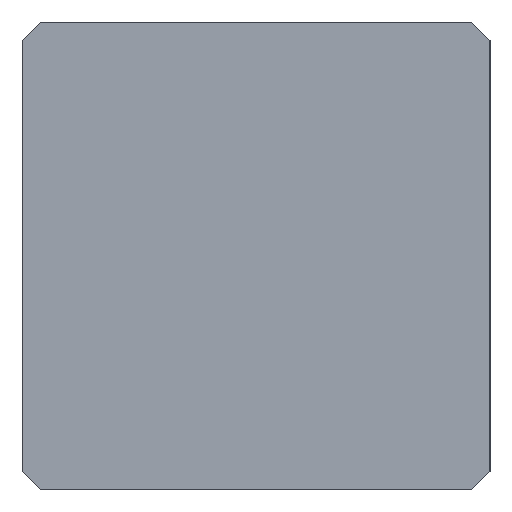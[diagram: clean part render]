
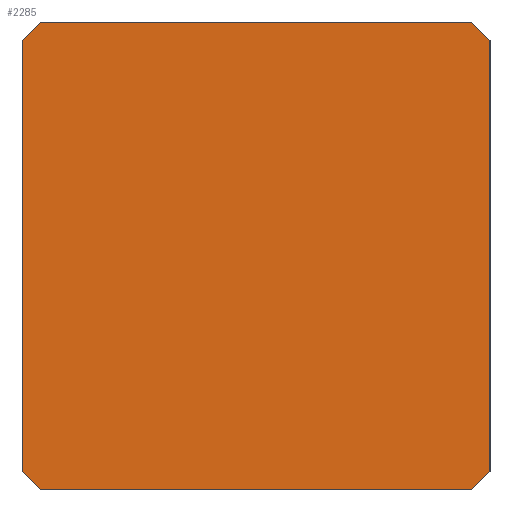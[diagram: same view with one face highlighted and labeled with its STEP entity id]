
A CAD part, left-side view. The second image highlights one B-rep face of the part: STEP entity #2285.
In plain terms, the highlighted planar face has unit normal (-1, 0, 0).
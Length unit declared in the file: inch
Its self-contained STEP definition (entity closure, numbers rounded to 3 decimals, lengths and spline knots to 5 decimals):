
#65 = ORIENTED_EDGE ( 'NONE', *, *, #1422, .F. ) ;
#79 = EDGE_CURVE ( 'NONE', #2649, #1993, #2005, .T. ) ;
#195 = LINE ( 'NONE', #2853, #817 ) ;
#245 = CARTESIAN_POINT ( 'NONE',  ( -3., 0.25, 0.25 ) ) ;
#247 = VERTEX_POINT ( 'NONE', #2838 ) ;
#320 = CARTESIAN_POINT ( 'NONE',  ( -3., -0.23031, -0.25 ) ) ;
#343 = LINE ( 'NONE', #320, #2284 ) ;
#460 = DIRECTION ( 'NONE',  ( 1., 0., 0. ) ) ;
#470 = CARTESIAN_POINT ( 'NONE',  ( -3., -0.25, 0.23031 ) ) ;
#520 = CARTESIAN_POINT ( 'NONE',  ( -3., -0.25, -0.23031 ) ) ;
#607 = CARTESIAN_POINT ( 'NONE',  ( -3., -0.23031, 0.25 ) ) ;
#706 = CARTESIAN_POINT ( 'NONE',  ( -3., 0.25, -0.25 ) ) ;
#746 = DIRECTION ( 'NONE',  ( 0., -0.707, 0.707 ) ) ;
#807 = EDGE_CURVE ( 'NONE', #2649, #809, #1005, .T. ) ;
#809 = VERTEX_POINT ( 'NONE', #520 ) ;
#817 = VECTOR ( 'NONE', #885, 39.37008 ) ;
#825 = VERTEX_POINT ( 'NONE', #1486 ) ;
#885 = DIRECTION ( 'NONE',  ( 0., -0.707, -0.707 ) ) ;
#976 = LINE ( 'NONE', #245, #2614 ) ;
#980 = DIRECTION ( 'NONE',  ( 0., 1., 0. ) ) ;
#991 = LINE ( 'NONE', #1214, #1898 ) ;
#1005 = LINE ( 'NONE', #1391, #1059 ) ;
#1059 = VECTOR ( 'NONE', #2253, 39.37008 ) ;
#1092 = ORIENTED_EDGE ( 'NONE', *, *, #1450, .T. ) ;
#1104 = ORIENTED_EDGE ( 'NONE', *, *, #79, .T. ) ;
#1138 = CARTESIAN_POINT ( 'NONE',  ( -3., 0.25, 0.23031 ) ) ;
#1145 = EDGE_CURVE ( 'NONE', #825, #1993, #2702, .T. ) ;
#1214 = CARTESIAN_POINT ( 'NONE',  ( -3., 0.23031, 0.25 ) ) ;
#1243 = AXIS2_PLACEMENT_3D ( 'NONE', #1905, #460, #1916 ) ;
#1302 = VECTOR ( 'NONE', #980, 39.37008 ) ;
#1311 = EDGE_LOOP ( 'NONE', ( #65, #2276, #2687, #1104, #2728, #1092, #1596, #1849 ) ) ;
#1354 = CARTESIAN_POINT ( 'NONE',  ( -3., -0.23031, -0.25 ) ) ;
#1364 = DIRECTION ( 'NONE',  ( 0., 0.707, 0.707 ) ) ;
#1390 = VERTEX_POINT ( 'NONE', #1354 ) ;
#1391 = CARTESIAN_POINT ( 'NONE',  ( -3., -0.25, 0.25 ) ) ;
#1422 = EDGE_CURVE ( 'NONE', #1390, #2690, #2700, .T. ) ;
#1450 = EDGE_CURVE ( 'NONE', #825, #2734, #991, .T. ) ;
#1486 = CARTESIAN_POINT ( 'NONE',  ( -3., 0.23031, 0.25 ) ) ;
#1596 = ORIENTED_EDGE ( 'NONE', *, *, #2387, .F. ) ;
#1766 = EDGE_CURVE ( 'NONE', #247, #2690, #195, .T. ) ;
#1849 = ORIENTED_EDGE ( 'NONE', *, *, #1766, .T. ) ;
#1898 = VECTOR ( 'NONE', #2313, 39.37008 ) ;
#1905 = CARTESIAN_POINT ( 'NONE',  ( -3., 0., 0. ) ) ;
#1916 = DIRECTION ( 'NONE',  ( 0., 0., -1. ) ) ;
#1930 = EDGE_CURVE ( 'NONE', #1390, #809, #343, .T. ) ;
#1982 = VECTOR ( 'NONE', #2025, 39.37008 ) ;
#1993 = VERTEX_POINT ( 'NONE', #607 ) ;
#2005 = LINE ( 'NONE', #470, #2372 ) ;
#2025 = DIRECTION ( 'NONE',  ( 0., -1., 0. ) ) ;
#2050 = CARTESIAN_POINT ( 'NONE',  ( -3., -0.25, 0.23031 ) ) ;
#2139 = FACE_OUTER_BOUND ( 'NONE', #1311, .T. ) ;
#2247 = CARTESIAN_POINT ( 'NONE',  ( -3., 0.25, 0.25 ) ) ;
#2253 = DIRECTION ( 'NONE',  ( 0., 0., -1. ) ) ;
#2276 = ORIENTED_EDGE ( 'NONE', *, *, #1930, .T. ) ;
#2284 = VECTOR ( 'NONE', #746, 39.37008 ) ;
#2285 = ADVANCED_FACE ( 'NONE', ( #2139 ), #2329, .F. ) ;
#2313 = DIRECTION ( 'NONE',  ( 0., 0.707, -0.707 ) ) ;
#2329 = PLANE ( 'NONE',  #1243 ) ;
#2372 = VECTOR ( 'NONE', #1364, 39.37008 ) ;
#2387 = EDGE_CURVE ( 'NONE', #247, #2734, #976, .T. ) ;
#2614 = VECTOR ( 'NONE', #2667, 39.37008 ) ;
#2646 = CARTESIAN_POINT ( 'NONE',  ( -3., 0.23031, -0.25 ) ) ;
#2649 = VERTEX_POINT ( 'NONE', #2050 ) ;
#2667 = DIRECTION ( 'NONE',  ( 0., 0., 1. ) ) ;
#2687 = ORIENTED_EDGE ( 'NONE', *, *, #807, .F. ) ;
#2690 = VERTEX_POINT ( 'NONE', #2646 ) ;
#2700 = LINE ( 'NONE', #706, #1302 ) ;
#2702 = LINE ( 'NONE', #2247, #1982 ) ;
#2728 = ORIENTED_EDGE ( 'NONE', *, *, #1145, .F. ) ;
#2734 = VERTEX_POINT ( 'NONE', #1138 ) ;
#2838 = CARTESIAN_POINT ( 'NONE',  ( -3., 0.25, -0.23031 ) ) ;
#2853 = CARTESIAN_POINT ( 'NONE',  ( -3., 0.25, -0.23031 ) ) ;
